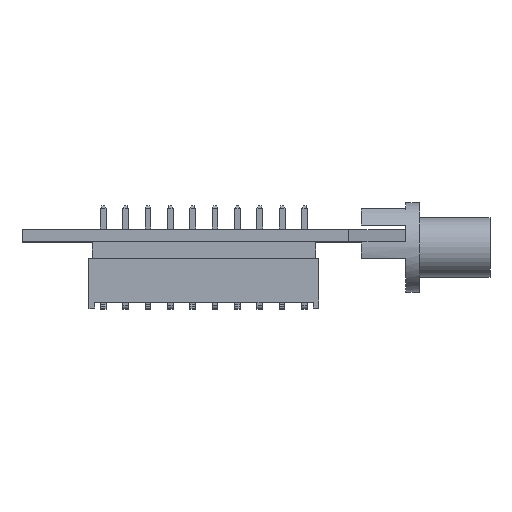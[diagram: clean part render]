
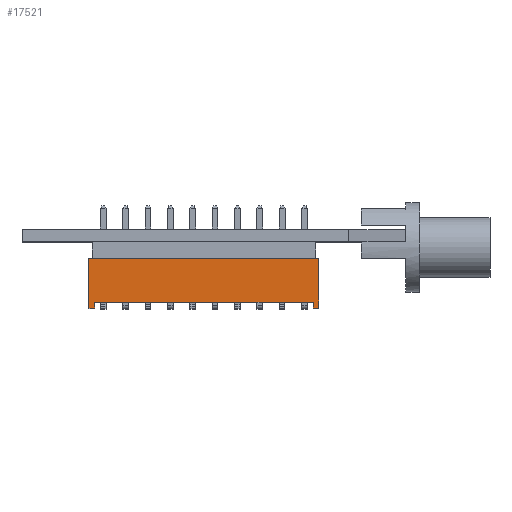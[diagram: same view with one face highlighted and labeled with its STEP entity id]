
A CAD part, top view. The second image highlights one B-rep face of the part: STEP entity #17521.
In plain terms, the highlighted planar face has unit normal (0, 0, 1).
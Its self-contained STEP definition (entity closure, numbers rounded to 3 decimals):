
#97 = CARTESIAN_POINT ( 'NONE',  ( -10.274, -0.004, 0.999 ) ) ;
#345 = CARTESIAN_POINT ( 'NONE',  ( 0., 0.001, 0.999 ) ) ;
#716 = DIRECTION ( 'NONE',  ( 1., 0., 0. ) ) ;
#772 = VERTEX_POINT ( 'NONE', #10929 ) ;
#1219 = CARTESIAN_POINT ( 'NONE',  ( 10.274, 0.005, 1. ) ) ;
#1908 = DIRECTION ( 'NONE',  ( 1., 0., 0. ) ) ;
#2283 = CARTESIAN_POINT ( 'NONE',  ( 9.766, 0.005, 1. ) ) ;
#2884 = VERTEX_POINT ( 'NONE', #16273 ) ;
#3026 = ORIENTED_EDGE ( 'NONE', *, *, #9417, .F. ) ;
#3103 = EDGE_CURVE ( 'NONE', #18536, #3244, #6789, .T. ) ;
#3244 = VERTEX_POINT ( 'NONE', #16860 ) ;
#4251 = VECTOR ( 'NONE', #13020, 1000. ) ;
#4458 = LINE ( 'NONE', #16037, #4251 ) ;
#4545 = CARTESIAN_POINT ( 'NONE',  ( -10.274, -0.004, 0.999 ) ) ;
#4634 = ORIENTED_EDGE ( 'NONE', *, *, #14800, .F. ) ;
#5615 = VERTEX_POINT ( 'NONE', #8651 ) ;
#5789 = VECTOR ( 'NONE', #10461, 1000. ) ;
#5942 = DIRECTION ( 'NONE',  ( 0., -1., 0.001 ) ) ;
#6114 = ORIENTED_EDGE ( 'NONE', *, *, #3103, .F. ) ;
#6674 = FACE_OUTER_BOUND ( 'NONE', #12000, .T. ) ;
#6789 = LINE ( 'NONE', #19717, #10388 ) ;
#7480 = AXIS2_PLACEMENT_3D ( 'NONE', #19075, #9914, #716 ) ;
#7735 = EDGE_CURVE ( 'NONE', #10789, #5615, #18009, .T. ) ;
#8282 = VECTOR ( 'NONE', #16800, 1000. ) ;
#8651 = CARTESIAN_POINT ( 'NONE',  ( 10.272, 4.45, 0.998 ) ) ;
#8742 = CARTESIAN_POINT ( 'NONE',  ( 9.766, 0.005, 1. ) ) ;
#9069 = VECTOR ( 'NONE', #15318, 1000. ) ;
#9223 = LINE ( 'NONE', #9287, #13296 ) ;
#9287 = CARTESIAN_POINT ( 'NONE',  ( -10.276, 4.441, 0.996 ) ) ;
#9289 = ORIENTED_EDGE ( 'NONE', *, *, #10754, .T. ) ;
#9417 = EDGE_CURVE ( 'NONE', #17410, #772, #12375, .T. ) ;
#9555 = EDGE_CURVE ( 'NONE', #17532, #10789, #4458, .T. ) ;
#9770 = PLANE ( 'NONE',  #7480 ) ;
#9914 = DIRECTION ( 'NONE',  ( 0., 0.001, 1. ) ) ;
#10108 = ORIENTED_EDGE ( 'NONE', *, *, #9555, .T. ) ;
#10388 = VECTOR ( 'NONE', #5942, 1000. ) ;
#10461 = DIRECTION ( 'NONE',  ( 0., 1., -0.001 ) ) ;
#10580 = ORIENTED_EDGE ( 'NONE', *, *, #13370, .T. ) ;
#10746 = CARTESIAN_POINT ( 'NONE',  ( 10.274, 0.005, 1. ) ) ;
#10754 = EDGE_CURVE ( 'NONE', #18536, #2884, #12674, .T. ) ;
#10789 = VERTEX_POINT ( 'NONE', #10746 ) ;
#10920 = ORIENTED_EDGE ( 'NONE', *, *, #12704, .T. ) ;
#10929 = CARTESIAN_POINT ( 'NONE',  ( -10.276, 4.441, 0.996 ) ) ;
#11518 = ORIENTED_EDGE ( 'NONE', *, *, #7735, .T. ) ;
#12000 = EDGE_LOOP ( 'NONE', ( #10920, #6114, #9289, #10580, #10108, #11518, #4634, #3026 ) ) ;
#12375 = LINE ( 'NONE', #4545, #8282 ) ;
#12674 = LINE ( 'NONE', #18381, #9069 ) ;
#12704 = EDGE_CURVE ( 'NONE', #17410, #3244, #18482, .T. ) ;
#13020 = DIRECTION ( 'NONE',  ( 1., 0., 0. ) ) ;
#13296 = VECTOR ( 'NONE', #18446, 1000. ) ;
#13370 = EDGE_CURVE ( 'NONE', #2884, #17532, #16999, .T. ) ;
#13401 = VECTOR ( 'NONE', #14905, 1000. ) ;
#13926 = VECTOR ( 'NONE', #1908, 1000. ) ;
#14800 = EDGE_CURVE ( 'NONE', #772, #5615, #9223, .T. ) ;
#14905 = DIRECTION ( 'NONE',  ( 0., -1., 0.001 ) ) ;
#15318 = DIRECTION ( 'NONE',  ( 1., 0., 0. ) ) ;
#15631 = CARTESIAN_POINT ( 'NONE',  ( -9.767, 0.504, 0.998 ) ) ;
#16037 = CARTESIAN_POINT ( 'NONE',  ( 0., 0.001, 0.999 ) ) ;
#16273 = CARTESIAN_POINT ( 'NONE',  ( 9.766, 0.513, 1. ) ) ;
#16800 = DIRECTION ( 'NONE',  ( 0., 1., -0.001 ) ) ;
#16860 = CARTESIAN_POINT ( 'NONE',  ( -9.766, -0.004, 0.999 ) ) ;
#16999 = LINE ( 'NONE', #8742, #13401 ) ;
#17410 = VERTEX_POINT ( 'NONE', #97 ) ;
#17521 = ADVANCED_FACE ( 'NONE', ( #6674 ), #9770, .T. ) ;
#17532 = VERTEX_POINT ( 'NONE', #2283 ) ;
#18009 = LINE ( 'NONE', #1219, #5789 ) ;
#18381 = CARTESIAN_POINT ( 'NONE',  ( 0., 0.509, 0.999 ) ) ;
#18446 = DIRECTION ( 'NONE',  ( 1., 0., 0. ) ) ;
#18482 = LINE ( 'NONE', #345, #13926 ) ;
#18536 = VERTEX_POINT ( 'NONE', #15631 ) ;
#19075 = CARTESIAN_POINT ( 'NONE',  ( -10.274, -0.004, 0.999 ) ) ;
#19717 = CARTESIAN_POINT ( 'NONE',  ( -9.766, -0.004, 0.999 ) ) ;
